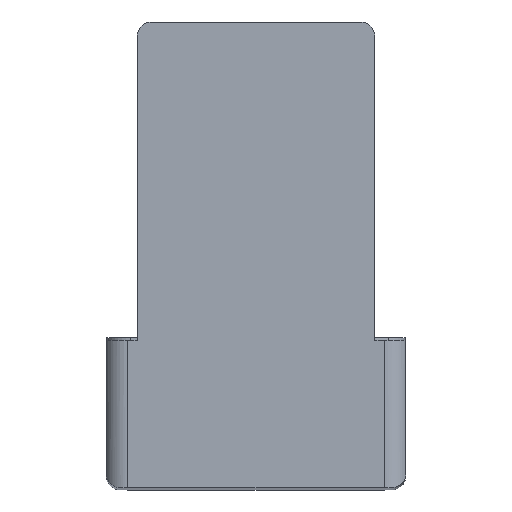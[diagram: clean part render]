
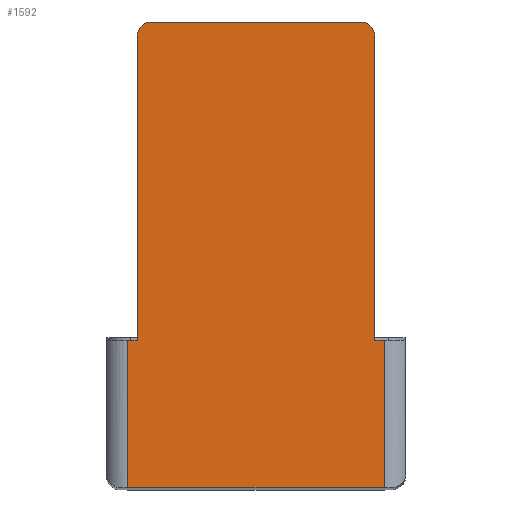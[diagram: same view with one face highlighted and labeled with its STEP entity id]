
A CAD part, top view. The second image highlights one B-rep face of the part: STEP entity #1592.
In plain terms, the highlighted face is planar.
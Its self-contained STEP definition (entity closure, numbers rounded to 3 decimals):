
#61=LINE('',#2174,#157);
#67=LINE('',#2185,#163);
#75=LINE('',#2201,#171);
#79=LINE('',#2208,#175);
#80=LINE('',#2235,#176);
#81=LINE('',#2237,#177);
#82=LINE('',#2239,#178);
#83=LINE('',#2242,#179);
#157=VECTOR('',#1829,1000.);
#163=VECTOR('',#1837,1000.);
#171=VECTOR('',#1847,1000.);
#175=VECTOR('',#1853,1000.);
#176=VECTOR('',#1876,1000.);
#177=VECTOR('',#1877,1000.);
#178=VECTOR('',#1878,1000.);
#179=VECTOR('',#1881,1000.);
#240=PLANE('',#1683);
#343=ORIENTED_EDGE('',*,*,#643,.F.);
#344=ORIENTED_EDGE('',*,*,#644,.F.);
#345=ORIENTED_EDGE('',*,*,#645,.T.);
#346=ORIENTED_EDGE('',*,*,#633,.F.);
#347=ORIENTED_EDGE('',*,*,#629,.F.);
#348=ORIENTED_EDGE('',*,*,#646,.F.);
#349=ORIENTED_EDGE('',*,*,#647,.F.);
#350=ORIENTED_EDGE('',*,*,#648,.F.);
#351=ORIENTED_EDGE('',*,*,#621,.F.);
#352=ORIENTED_EDGE('',*,*,#615,.F.);
#615=EDGE_CURVE('',#769,#770,#61,.T.);
#621=EDGE_CURVE('',#770,#774,#67,.T.);
#629=EDGE_CURVE('',#780,#781,#75,.T.);
#633=EDGE_CURVE('',#781,#783,#79,.T.);
#643=EDGE_CURVE('',#788,#769,#80,.F.);
#644=EDGE_CURVE('',#789,#788,#81,.T.);
#645=EDGE_CURVE('',#789,#783,#82,.F.);
#646=EDGE_CURVE('',#790,#780,#863,.T.);
#647=EDGE_CURVE('',#791,#790,#83,.T.);
#648=EDGE_CURVE('',#774,#791,#864,.T.);
#769=VERTEX_POINT('',#2173);
#770=VERTEX_POINT('',#2175);
#774=VERTEX_POINT('',#2186);
#780=VERTEX_POINT('',#2200);
#781=VERTEX_POINT('',#2202);
#783=VERTEX_POINT('',#2209);
#788=VERTEX_POINT('',#2236);
#789=VERTEX_POINT('',#2238);
#790=VERTEX_POINT('',#2241);
#791=VERTEX_POINT('',#2243);
#863=CIRCLE('',#1684,0.3);
#864=CIRCLE('',#1685,0.3);
#916=EDGE_LOOP('',(#343,#344,#345,#346,#347,#348,#349,#350,#351,#352));
#1006=FACE_BOUND('',#916,.T.);
#1592=ADVANCED_FACE('',(#1006),#240,.F.);
#1683=AXIS2_PLACEMENT_3D('',#2234,#1874,#1875);
#1684=AXIS2_PLACEMENT_3D('',#2240,#1879,#1880);
#1685=AXIS2_PLACEMENT_3D('',#2244,#1882,#1883);
#1829=DIRECTION('',(0.,0.,1.));
#1837=DIRECTION('',(0.,1.,0.));
#1847=DIRECTION('',(0.,-1.,0.));
#1853=DIRECTION('',(0.,0.,1.));
#1874=DIRECTION('',(1.,0.,0.));
#1875=DIRECTION('',(0.,0.,-1.));
#1876=DIRECTION('',(0.,-1.,0.));
#1877=DIRECTION('',(0.,0.,-1.));
#1878=DIRECTION('',(0.,-1.,0.));
#1879=DIRECTION('',(1.,0.,0.));
#1880=DIRECTION('',(0.,0.,-1.));
#1881=DIRECTION('',(0.,0.,1.));
#1882=DIRECTION('',(1.,0.,0.));
#1883=DIRECTION('',(0.,0.,-1.));
#2173=CARTESIAN_POINT('',(0.,3.1,-2.7));
#2174=CARTESIAN_POINT('',(0.,3.1,-3.15));
#2175=CARTESIAN_POINT('',(0.,3.1,-2.5));
#2185=CARTESIAN_POINT('',(0.,3.1,-2.5));
#2186=CARTESIAN_POINT('',(0.,9.5,-2.5));
#2200=CARTESIAN_POINT('',(0.,9.5,2.5));
#2201=CARTESIAN_POINT('',(0.,9.5,2.5));
#2202=CARTESIAN_POINT('',(0.,3.1,2.5));
#2208=CARTESIAN_POINT('',(0.,3.1,2.5));
#2209=CARTESIAN_POINT('',(0.,3.1,2.7));
#2234=CARTESIAN_POINT('',(0.,0.3,2.85));
#2235=CARTESIAN_POINT('',(0.,10.,-2.7));
#2236=CARTESIAN_POINT('',(0.,0.,-2.7));
#2237=CARTESIAN_POINT('',(0.,0.,2.85));
#2238=CARTESIAN_POINT('',(0.,0.,2.7));
#2239=CARTESIAN_POINT('',(0.,10.,2.7));
#2240=CARTESIAN_POINT('',(0.,9.5,2.2));
#2241=CARTESIAN_POINT('',(0.,9.8,2.2));
#2242=CARTESIAN_POINT('',(0.,9.8,-2.2));
#2243=CARTESIAN_POINT('',(0.,9.8,-2.2));
#2244=CARTESIAN_POINT('',(0.,9.5,-2.2));
